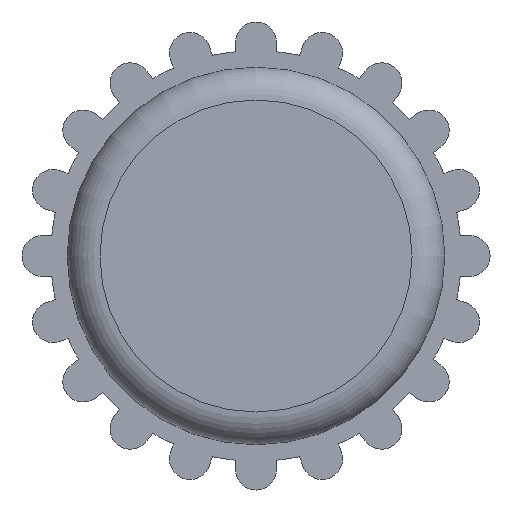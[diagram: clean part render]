
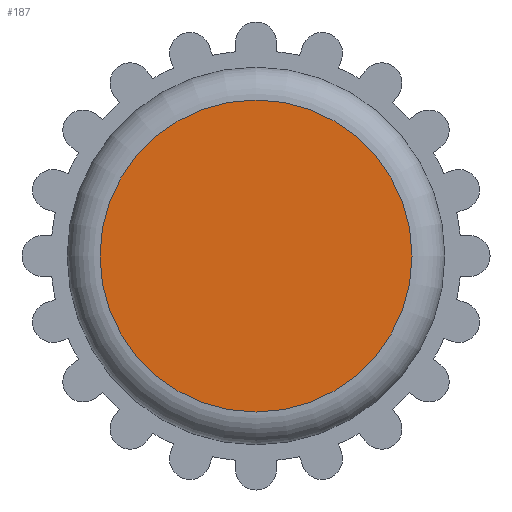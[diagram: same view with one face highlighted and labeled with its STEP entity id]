
A CAD part, front view. The second image highlights one B-rep face of the part: STEP entity #187.
In plain terms, the highlighted planar face has unit normal (0, -1, 0).
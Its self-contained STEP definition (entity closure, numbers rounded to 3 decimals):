
#187 = ADVANCED_FACE( '', ( #419 ), #420, .F. );
#419 = FACE_OUTER_BOUND( '', #692, .T. );
#420 = PLANE( '', #693 );
#692 = EDGE_LOOP( '', ( #1298 ) );
#693 = AXIS2_PLACEMENT_3D( '', #1299, #1300, #1301 );
#1298 = ORIENTED_EDGE( '', *, *, #1936, .T. );
#1299 = CARTESIAN_POINT( '', ( 9.5, 0., 0. ) );
#1300 = DIRECTION( '', ( 0., 1., 0. ) );
#1301 = DIRECTION( '', ( 0., 0., 1. ) );
#1936 = EDGE_CURVE( '', #2431, #2431, #2432, .T. );
#2431 = VERTEX_POINT( '', #3063 );
#2432 = CIRCLE( '', #3064, 9.5 );
#3063 = CARTESIAN_POINT( '', ( 0., 0., -9.5 ) );
#3064 = AXIS2_PLACEMENT_3D( '', #3549, #3550, #3551 );
#3549 = CARTESIAN_POINT( '', ( 0., 0., 0. ) );
#3550 = DIRECTION( '', ( 0., -1., 0. ) );
#3551 = DIRECTION( '', ( 0., 0., -1. ) );
